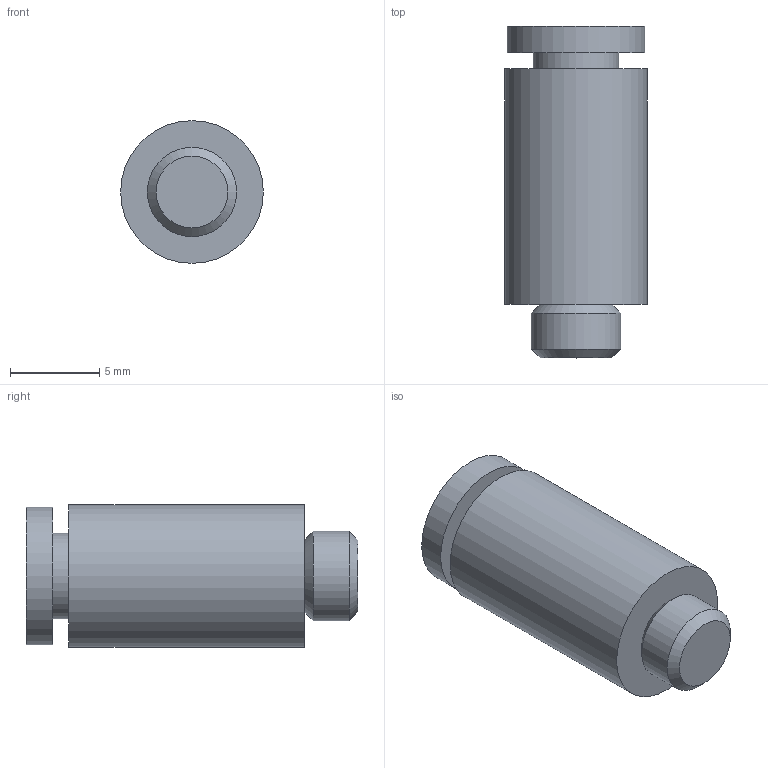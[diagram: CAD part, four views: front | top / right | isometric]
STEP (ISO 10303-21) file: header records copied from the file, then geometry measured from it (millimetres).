
FILE_DESCRIPTION( ( 'STEP AP214' ), ' ' );
FILE_NAME( 'KQ2S04-M5N.stp', '2017-09-26T12:59:28', ( '' ), ( '' ), ' ', 'PARTsolutions', ' ' );
FILE_SCHEMA( ( 'AUTOMOTIVE_DESIGN { 1 0 10303 214 1 1 1 1 }' ) );
Length unit declared in the file: millimetre
Products named in the file (1): _KQ2S04-M5N
Bounding box: 8 x 18.6 x 8 mm (x, y, z)
Volume: 613.5 mm3; surface area: 796.6 mm2
Topology: 1 solids, 1 shells, 20 faces, 37 edges, 24 vertices
Faces by surface type: plane 13, cylinder 5, cone 2
Full cylindrical faces by diameter (mm): 4 x1, 4.8 x1, 5 x1, 7.7 x1, 8 x1
Entity records: 638 total; most frequent: DIRECTION 84, CARTESIAN_POINT 75, ORIENTED_EDGE 60, AXIS2_PLACEMENT_3D 33, EDGE_LOOP 32, EDGE_CURVE 30, FACE_OUTER_BOUND 25, VERTEX_POINT 24
